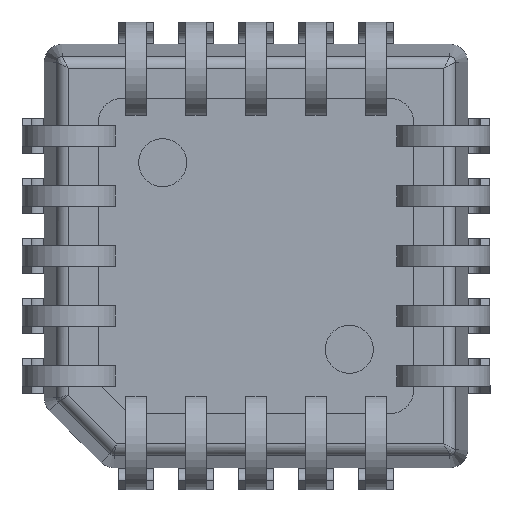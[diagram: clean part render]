
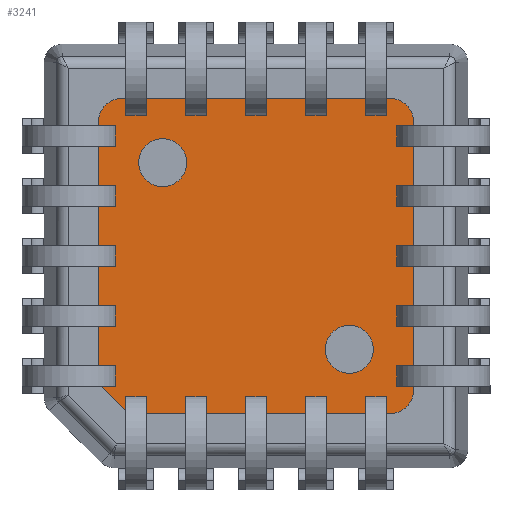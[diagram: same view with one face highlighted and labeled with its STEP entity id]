
A CAD part, front view. The second image highlights one B-rep face of the part: STEP entity #3241.
In plain terms, the highlighted planar face has unit normal (0, -1, 0).
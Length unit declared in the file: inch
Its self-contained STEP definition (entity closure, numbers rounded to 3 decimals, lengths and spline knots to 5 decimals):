
#458 = VERTEX_POINT ( 'NONE', #4115 ) ;
#535 = CARTESIAN_POINT ( 'NONE',  ( 0., 0.03, 0. ) ) ;
#581 = DIRECTION ( 'NONE',  ( 0., 1., 0. ) ) ;
#624 = VECTOR ( 'NONE', #8005, 39.37008 ) ;
#763 = EDGE_LOOP ( 'NONE', ( #12240, #10615 ) ) ;
#957 = VECTOR ( 'NONE', #12968, 39.37008 ) ;
#980 = VERTEX_POINT ( 'NONE', #1008 ) ;
#985 = ORIENTED_EDGE ( 'NONE', *, *, #2845, .T. ) ;
#1008 = CARTESIAN_POINT ( 'NONE',  ( 0.1315, 0.03, 0.1115 ) ) ;
#1047 = VERTEX_POINT ( 'NONE', #11425 ) ;
#1122 = ORIENTED_EDGE ( 'NONE', *, *, #12110, .T. ) ;
#1514 = EDGE_CURVE ( 'NONE', #13154, #458, #12233, .T. ) ;
#1603 = DIRECTION ( 'NONE',  ( 0., -1., 0. ) ) ;
#1619 = CARTESIAN_POINT ( 'NONE',  ( -0.11868, 0.03, -0.11868 ) ) ;
#2068 = DIRECTION ( 'NONE',  ( 0., 0., 1. ) ) ;
#2179 = AXIS2_PLACEMENT_3D ( 'NONE', #2912, #1603, #14312 ) ;
#2829 = DIRECTION ( 'NONE',  ( 0., 0., -1. ) ) ;
#2845 = EDGE_CURVE ( 'NONE', #5255, #1047, #8650, .T. ) ;
#2860 = CARTESIAN_POINT ( 'NONE',  ( -0.1315, 0.03, 0.1115 ) ) ;
#2912 = CARTESIAN_POINT ( 'NONE',  ( 0.1115, 0.03, 0.1115 ) ) ;
#2940 = DIRECTION ( 'NONE',  ( 0., 0., -1. ) ) ;
#2948 = AXIS2_PLACEMENT_3D ( 'NONE', #8972, #10880, #2829 ) ;
#3179 = LINE ( 'NONE', #7803, #5873 ) ;
#3241 = ADVANCED_FACE ( 'NONE', ( #4114, #6829, #3759 ), #5306, .T. ) ;
#3684 = AXIS2_PLACEMENT_3D ( 'NONE', #535, #5114, #8715 ) ;
#3717 = CARTESIAN_POINT ( 'NONE',  ( 0.1115, 0.03, -0.1315 ) ) ;
#3759 = FACE_OUTER_BOUND ( 'NONE', #10514, .T. ) ;
#3763 = EDGE_CURVE ( 'NONE', #980, #13154, #9499, .T. ) ;
#3999 = ORIENTED_EDGE ( 'NONE', *, *, #3763, .T. ) ;
#4114 = FACE_BOUND ( 'NONE', #8454, .T. ) ;
#4115 = CARTESIAN_POINT ( 'NONE',  ( -0.1115, 0.03, 0.1315 ) ) ;
#4331 = CARTESIAN_POINT ( 'NONE',  ( 0.07778, 0.03, -0.07778 ) ) ;
#4340 = VERTEX_POINT ( 'NONE', #3717 ) ;
#4361 = DIRECTION ( 'NONE',  ( 0., 0., -1. ) ) ;
#4460 = CARTESIAN_POINT ( 'NONE',  ( 0.1115, 0.03, -0.1115 ) ) ;
#4480 = ORIENTED_EDGE ( 'NONE', *, *, #1514, .T. ) ;
#4492 = LINE ( 'NONE', #12136, #5394 ) ;
#4884 = CARTESIAN_POINT ( 'NONE',  ( 0.1115, 0.03, 0.1315 ) ) ;
#4893 = EDGE_CURVE ( 'NONE', #11509, #5255, #4492, .T. ) ;
#5097 = EDGE_CURVE ( 'NONE', #458, #11509, #5380, .T. ) ;
#5114 = DIRECTION ( 'NONE',  ( 0., -1., 0. ) ) ;
#5255 = VERTEX_POINT ( 'NONE', #7965 ) ;
#5306 = PLANE ( 'NONE',  #3684 ) ;
#5380 = CIRCLE ( 'NONE', #6507, 0.02 ) ;
#5394 = VECTOR ( 'NONE', #7619, 39.37008 ) ;
#5873 = VECTOR ( 'NONE', #2068, 39.37008 ) ;
#6081 = CARTESIAN_POINT ( 'NONE',  ( 0.1315, 0.03, -0.1115 ) ) ;
#6390 = ORIENTED_EDGE ( 'NONE', *, *, #14626, .T. ) ;
#6424 = VECTOR ( 'NONE', #12488, 39.37008 ) ;
#6441 = DIRECTION ( 'NONE',  ( 0., 1., 0. ) ) ;
#6507 = AXIS2_PLACEMENT_3D ( 'NONE', #9448, #12701, #11670 ) ;
#6829 = FACE_BOUND ( 'NONE', #763, .T. ) ;
#7223 = AXIS2_PLACEMENT_3D ( 'NONE', #4331, #11204, #10226 ) ;
#7619 = DIRECTION ( 'NONE',  ( 0., 0., -1. ) ) ;
#7634 = CIRCLE ( 'NONE', #7223, 0.02 ) ;
#7764 = AXIS2_PLACEMENT_3D ( 'NONE', #13314, #6441, #10221 ) ;
#7803 = CARTESIAN_POINT ( 'NONE',  ( 0.1315, 0.03, 0. ) ) ;
#7909 = LINE ( 'NONE', #11428, #6424 ) ;
#7965 = CARTESIAN_POINT ( 'NONE',  ( -0.1315, 0.03, -0.10586 ) ) ;
#7985 = DIRECTION ( 'NONE',  ( 0., -1., 0. ) ) ;
#8005 = DIRECTION ( 'NONE',  ( -1., 0., 0. ) ) ;
#8222 = AXIS2_PLACEMENT_3D ( 'NONE', #9686, #581, #2940 ) ;
#8234 = CIRCLE ( 'NONE', #7764, 0.02 ) ;
#8262 = ORIENTED_EDGE ( 'NONE', *, *, #5097, .T. ) ;
#8331 = CIRCLE ( 'NONE', #8222, 0.02 ) ;
#8454 = EDGE_LOOP ( 'NONE', ( #6390, #1122 ) ) ;
#8650 = LINE ( 'NONE', #1619, #957 ) ;
#8715 = DIRECTION ( 'NONE',  ( 0., 0., -1. ) ) ;
#8729 = ORIENTED_EDGE ( 'NONE', *, *, #14061, .T. ) ;
#8794 = ORIENTED_EDGE ( 'NONE', *, *, #4893, .T. ) ;
#8972 = CARTESIAN_POINT ( 'NONE',  ( 0.07778, 0.03, -0.07778 ) ) ;
#9400 = CARTESIAN_POINT ( 'NONE',  ( -0.07778, 0.03, 0.09778 ) ) ;
#9402 = EDGE_CURVE ( 'NONE', #1047, #4340, #7909, .T. ) ;
#9448 = CARTESIAN_POINT ( 'NONE',  ( -0.1115, 0.03, 0.1115 ) ) ;
#9499 = CIRCLE ( 'NONE', #2179, 0.02 ) ;
#9589 = VERTEX_POINT ( 'NONE', #13719 ) ;
#9686 = CARTESIAN_POINT ( 'NONE',  ( -0.07778, 0.03, 0.07778 ) ) ;
#9738 = AXIS2_PLACEMENT_3D ( 'NONE', #4460, #7985, #4361 ) ;
#9813 = CIRCLE ( 'NONE', #2948, 0.02 ) ;
#10220 = EDGE_CURVE ( 'NONE', #9589, #10698, #9813, .T. ) ;
#10221 = DIRECTION ( 'NONE',  ( 0., 0., -1. ) ) ;
#10226 = DIRECTION ( 'NONE',  ( 0., 0., -1. ) ) ;
#10495 = ORIENTED_EDGE ( 'NONE', *, *, #9402, .T. ) ;
#10514 = EDGE_LOOP ( 'NONE', ( #3999, #4480, #8262, #8794, #985, #10495, #14587, #8729 ) ) ;
#10615 = ORIENTED_EDGE ( 'NONE', *, *, #11066, .T. ) ;
#10698 = VERTEX_POINT ( 'NONE', #13888 ) ;
#10880 = DIRECTION ( 'NONE',  ( 0., 1., 0. ) ) ;
#11066 = EDGE_CURVE ( 'NONE', #10698, #9589, #7634, .T. ) ;
#11204 = DIRECTION ( 'NONE',  ( 0., 1., 0. ) ) ;
#11213 = CARTESIAN_POINT ( 'NONE',  ( 0., 0.03, 0.1315 ) ) ;
#11335 = VERTEX_POINT ( 'NONE', #6081 ) ;
#11425 = CARTESIAN_POINT ( 'NONE',  ( -0.10586, 0.03, -0.1315 ) ) ;
#11428 = CARTESIAN_POINT ( 'NONE',  ( 0., 0.03, -0.1315 ) ) ;
#11509 = VERTEX_POINT ( 'NONE', #2860 ) ;
#11670 = DIRECTION ( 'NONE',  ( 0., 0., -1. ) ) ;
#11899 = VERTEX_POINT ( 'NONE', #9400 ) ;
#12110 = EDGE_CURVE ( 'NONE', #12599, #11899, #8331, .T. ) ;
#12136 = CARTESIAN_POINT ( 'NONE',  ( -0.1315, 0.03, 0. ) ) ;
#12233 = LINE ( 'NONE', #11213, #624 ) ;
#12240 = ORIENTED_EDGE ( 'NONE', *, *, #10220, .T. ) ;
#12488 = DIRECTION ( 'NONE',  ( 1., 0., 0. ) ) ;
#12599 = VERTEX_POINT ( 'NONE', #13013 ) ;
#12701 = DIRECTION ( 'NONE',  ( 0., -1., 0. ) ) ;
#12968 = DIRECTION ( 'NONE',  ( 0.707, 0., -0.707 ) ) ;
#13013 = CARTESIAN_POINT ( 'NONE',  ( -0.07778, 0.03, 0.05778 ) ) ;
#13154 = VERTEX_POINT ( 'NONE', #4884 ) ;
#13314 = CARTESIAN_POINT ( 'NONE',  ( -0.07778, 0.03, 0.07778 ) ) ;
#13451 = EDGE_CURVE ( 'NONE', #4340, #11335, #14007, .T. ) ;
#13719 = CARTESIAN_POINT ( 'NONE',  ( 0.07778, 0.03, -0.05778 ) ) ;
#13888 = CARTESIAN_POINT ( 'NONE',  ( 0.07778, 0.03, -0.09778 ) ) ;
#14007 = CIRCLE ( 'NONE', #9738, 0.02 ) ;
#14061 = EDGE_CURVE ( 'NONE', #11335, #980, #3179, .T. ) ;
#14312 = DIRECTION ( 'NONE',  ( 0., 0., -1. ) ) ;
#14587 = ORIENTED_EDGE ( 'NONE', *, *, #13451, .T. ) ;
#14626 = EDGE_CURVE ( 'NONE', #11899, #12599, #8234, .T. ) ;
